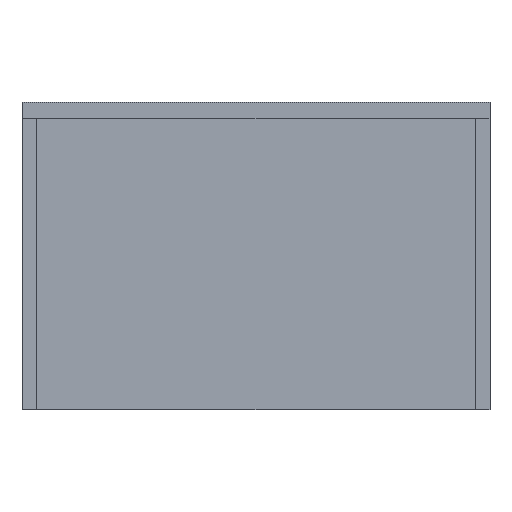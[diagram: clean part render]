
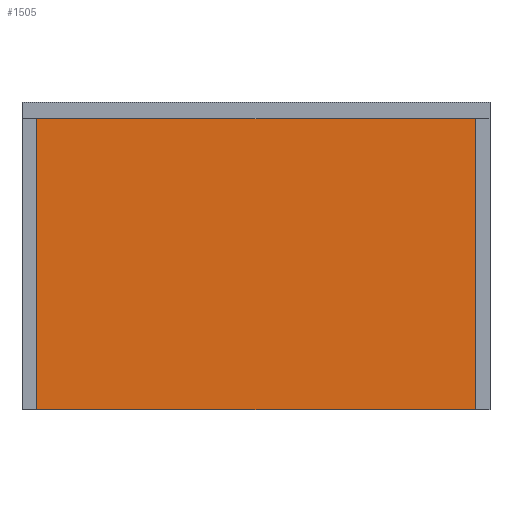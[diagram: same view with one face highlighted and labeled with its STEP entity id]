
A CAD part, left-side view. The second image highlights one B-rep face of the part: STEP entity #1505.
In plain terms, the highlighted planar face has unit normal (-1, 0, 0).
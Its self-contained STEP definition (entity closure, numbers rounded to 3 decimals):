
#168=FACE_OUTER_BOUND('',#271,.T.);
#271=EDGE_LOOP('',(#1205,#1206,#1207,#1208));
#446=LINE('',#2377,#607);
#453=LINE('',#2391,#614);
#454=LINE('',#2393,#615);
#455=LINE('',#2394,#616);
#607=VECTOR('',#1920,10.);
#614=VECTOR('',#1933,10.);
#615=VECTOR('',#1934,10.);
#616=VECTOR('',#1935,10.);
#733=VERTEX_POINT('',#2374);
#734=VERTEX_POINT('',#2376);
#738=VERTEX_POINT('',#2390);
#739=VERTEX_POINT('',#2392);
#898=EDGE_CURVE('',#734,#733,#446,.T.);
#905=EDGE_CURVE('',#733,#738,#453,.T.);
#906=EDGE_CURVE('',#739,#738,#454,.T.);
#907=EDGE_CURVE('',#739,#734,#455,.T.);
#1205=ORIENTED_EDGE('',*,*,#905,.T.);
#1206=ORIENTED_EDGE('',*,*,#906,.F.);
#1207=ORIENTED_EDGE('',*,*,#907,.T.);
#1208=ORIENTED_EDGE('',*,*,#898,.T.);
#1423=PLANE('',#1633);
#1505=ADVANCED_FACE('',(#168),#1423,.T.);
#1633=AXIS2_PLACEMENT_3D('',#2389,#1931,#1932);
#1920=DIRECTION('',(0.,0.,1.));
#1931=DIRECTION('center_axis',(-1.,0.,0.));
#1932=DIRECTION('ref_axis',(0.,-1.,0.));
#1933=DIRECTION('',(0.,1.,0.));
#1934=DIRECTION('',(0.,0.,1.));
#1935=DIRECTION('',(0.,-1.,0.));
#2374=CARTESIAN_POINT('',(-226.577,8.,155.655));
#2376=CARTESIAN_POINT('',(-226.577,8.,0.));
#2377=CARTESIAN_POINT('',(-226.577,8.,0.));
#2389=CARTESIAN_POINT('Origin',(-226.577,242.,0.));
#2390=CARTESIAN_POINT('',(-226.577,242.,155.655));
#2391=CARTESIAN_POINT('',(-226.577,0.,155.655));
#2392=CARTESIAN_POINT('',(-226.577,242.,0.));
#2393=CARTESIAN_POINT('',(-226.577,242.,0.));
#2394=CARTESIAN_POINT('',(-226.577,242.,0.));
